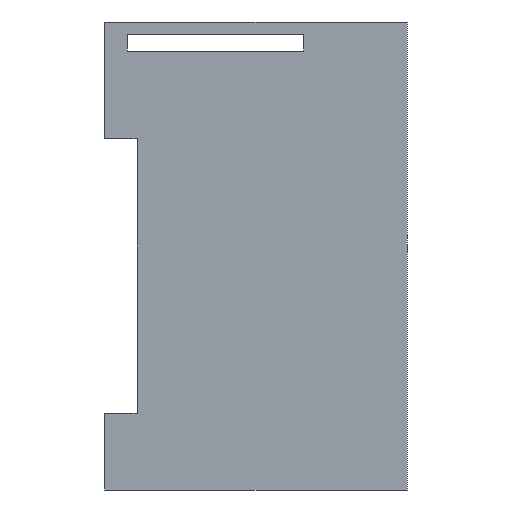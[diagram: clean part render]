
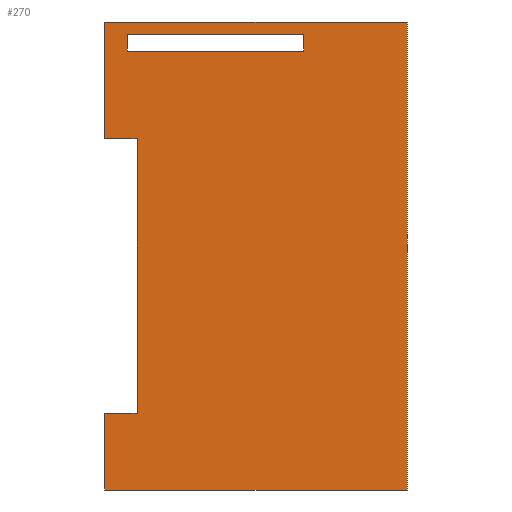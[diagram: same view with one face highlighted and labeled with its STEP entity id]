
A CAD part, front view. The second image highlights one B-rep face of the part: STEP entity #270.
In plain terms, the highlighted planar face has unit normal (0, -1, 0).
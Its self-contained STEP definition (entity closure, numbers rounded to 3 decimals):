
#15=FACE_BOUND('',#37,.T.);
#22=FACE_OUTER_BOUND('',#36,.T.);
#36=EDGE_LOOP('',(#199,#200,#201,#202,#203,#204,#205,#206));
#37=EDGE_LOOP('',(#207,#208,#209,#210));
#49=LINE('',#369,#85);
#52=LINE('',#375,#88);
#55=LINE('',#381,#91);
#59=LINE('',#388,#95);
#60=LINE('',#391,#96);
#63=LINE('',#397,#99);
#64=LINE('',#399,#100);
#65=LINE('',#400,#101);
#66=LINE('',#403,#102);
#67=LINE('',#405,#103);
#68=LINE('',#407,#104);
#69=LINE('',#408,#105);
#85=VECTOR('',#301,10.);
#88=VECTOR('',#306,10.);
#91=VECTOR('',#311,10.);
#95=VECTOR('',#317,10.);
#96=VECTOR('',#320,10.);
#99=VECTOR('',#325,10.);
#100=VECTOR('',#326,10.);
#101=VECTOR('',#327,10.);
#102=VECTOR('',#328,10.);
#103=VECTOR('',#329,10.);
#104=VECTOR('',#330,10.);
#105=VECTOR('',#331,10.);
#121=VERTEX_POINT('',#366);
#122=VERTEX_POINT('',#368);
#124=VERTEX_POINT('',#374);
#126=VERTEX_POINT('',#380);
#128=VERTEX_POINT('',#386);
#129=VERTEX_POINT('',#390);
#131=VERTEX_POINT('',#396);
#132=VERTEX_POINT('',#398);
#133=VERTEX_POINT('',#401);
#134=VERTEX_POINT('',#402);
#135=VERTEX_POINT('',#404);
#136=VERTEX_POINT('',#406);
#145=EDGE_CURVE('',#122,#121,#49,.T.);
#148=EDGE_CURVE('',#124,#122,#52,.T.);
#151=EDGE_CURVE('',#126,#124,#55,.T.);
#155=EDGE_CURVE('',#128,#121,#59,.T.);
#156=EDGE_CURVE('',#126,#129,#60,.T.);
#159=EDGE_CURVE('',#128,#131,#63,.T.);
#160=EDGE_CURVE('',#131,#132,#64,.T.);
#161=EDGE_CURVE('',#129,#132,#65,.T.);
#162=EDGE_CURVE('',#133,#134,#66,.F.);
#163=EDGE_CURVE('',#134,#135,#67,.T.);
#164=EDGE_CURVE('',#135,#136,#68,.T.);
#165=EDGE_CURVE('',#136,#133,#69,.F.);
#199=ORIENTED_EDGE('',*,*,#151,.T.);
#200=ORIENTED_EDGE('',*,*,#148,.T.);
#201=ORIENTED_EDGE('',*,*,#145,.T.);
#202=ORIENTED_EDGE('',*,*,#155,.F.);
#203=ORIENTED_EDGE('',*,*,#159,.T.);
#204=ORIENTED_EDGE('',*,*,#160,.T.);
#205=ORIENTED_EDGE('',*,*,#161,.F.);
#206=ORIENTED_EDGE('',*,*,#156,.F.);
#207=ORIENTED_EDGE('',*,*,#162,.T.);
#208=ORIENTED_EDGE('',*,*,#163,.T.);
#209=ORIENTED_EDGE('',*,*,#164,.T.);
#210=ORIENTED_EDGE('',*,*,#165,.T.);
#256=PLANE('',#286);
#270=ADVANCED_FACE('',(#22,#15),#256,.T.);
#286=AXIS2_PLACEMENT_3D('',#395,#323,#324);
#301=DIRECTION('',(-1.,0.,0.));
#306=DIRECTION('',(0.,0.,-1.));
#311=DIRECTION('',(1.,0.,0.));
#317=DIRECTION('',(0.,0.,1.));
#320=DIRECTION('',(0.,0.,1.));
#323=DIRECTION('center_axis',(0.,-1.,0.));
#324=DIRECTION('ref_axis',(0.,0.,-1.));
#325=DIRECTION('',(1.,0.,0.));
#326=DIRECTION('',(0.,0.,1.));
#327=DIRECTION('',(1.,0.,0.));
#328=DIRECTION('',(0.,0.,-1.));
#329=DIRECTION('',(1.,0.,0.));
#330=DIRECTION('',(0.,0.,-1.));
#331=DIRECTION('',(1.,0.,0.));
#366=CARTESIAN_POINT('',(-9.5,-4.,-12.806));
#368=CARTESIAN_POINT('',(-6.,-4.,-12.806));
#369=CARTESIAN_POINT('',(1.,-4.,-12.806));
#374=CARTESIAN_POINT('',(-6.,-4.,17.194));
#375=CARTESIAN_POINT('',(-6.,-4.,8.597));
#380=CARTESIAN_POINT('',(-9.5,-4.,17.194));
#381=CARTESIAN_POINT('',(-0.75,-4.,17.194));
#386=CARTESIAN_POINT('',(-9.5,-4.,-21.178));
#388=CARTESIAN_POINT('',(-9.5,-4.,29.5));
#390=CARTESIAN_POINT('',(-9.5,-4.,29.95));
#391=CARTESIAN_POINT('',(-9.5,-4.,29.5));
#395=CARTESIAN_POINT('Origin',(8.,-4.,0.));
#396=CARTESIAN_POINT('',(23.5,-4.,-21.178));
#397=CARTESIAN_POINT('',(8.,-4.,-21.178));
#398=CARTESIAN_POINT('',(23.5,-4.,29.95));
#399=CARTESIAN_POINT('',(23.5,-4.,26.));
#400=CARTESIAN_POINT('',(7.,-4.,29.95));
#401=CARTESIAN_POINT('',(-7.075,-4.,26.774));
#402=CARTESIAN_POINT('',(-7.075,-4.,28.6));
#403=CARTESIAN_POINT('',(-7.075,-4.,12.225));
#404=CARTESIAN_POINT('',(12.225,-4.,28.6));
#405=CARTESIAN_POINT('',(-1.963,-4.,28.6));
#406=CARTESIAN_POINT('',(12.225,-4.,26.774));
#407=CARTESIAN_POINT('',(12.225,-4.,-1.));
#408=CARTESIAN_POINT('',(-1.334,-4.,26.774));
